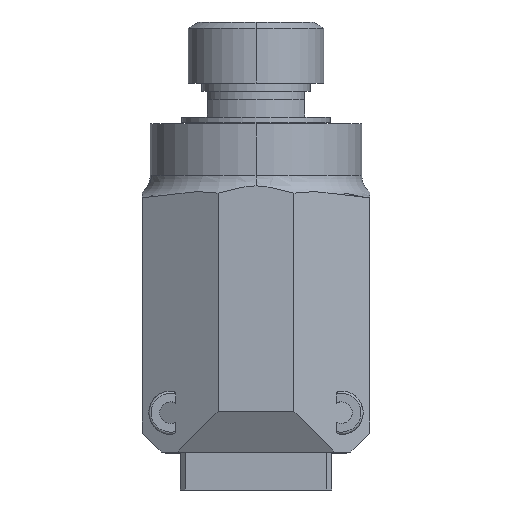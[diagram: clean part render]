
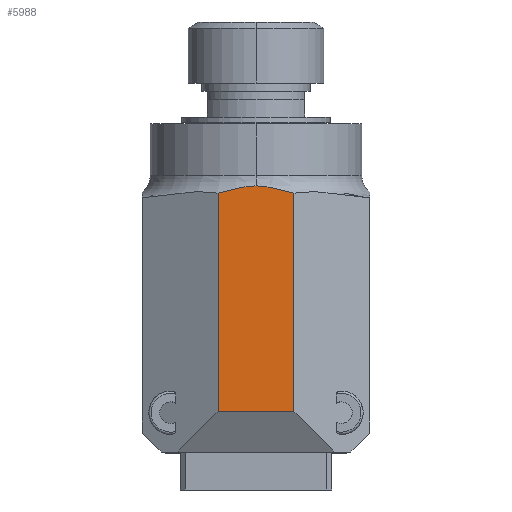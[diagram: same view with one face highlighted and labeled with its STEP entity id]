
A CAD part, left-side view. The second image highlights one B-rep face of the part: STEP entity #5988.
In plain terms, the highlighted planar face has unit normal (-1, 0, 0).
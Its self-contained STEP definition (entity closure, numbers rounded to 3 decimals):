
#74=CARTESIAN_POINT('',(-140.,-14.,48.469));
#1391=CARTESIAN_POINT('',(-140.,14.,48.469));
#1673=DIRECTION('',(0.,1.,0.));
#1674=VECTOR('',#1673,28.);
#1675=CARTESIAN_POINT('',(-140.,-14.,-32.));
#1676=LINE('',#1675,#1674);
#1677=DIRECTION('',(0.,0.,1.));
#1678=VECTOR('',#1677,80.469);
#1679=CARTESIAN_POINT('',(-140.,14.,-32.));
#1680=LINE('',#1679,#1678);
#1681=CARTESIAN_POINT('',(-140.,0.,51.127));
#1682=CARTESIAN_POINT('',(-140.,0.226,51.127));
#1683=CARTESIAN_POINT('',(-140.,0.68,51.12));
#1684=CARTESIAN_POINT('',(-140.,1.361,51.089));
#1685=CARTESIAN_POINT('',(-140.,2.057,51.036));
#1686=CARTESIAN_POINT('',(-140.,2.777,50.961));
#1687=CARTESIAN_POINT('',(-140.,3.536,50.861));
#1688=CARTESIAN_POINT('',(-140.,4.343,50.733));
#1689=CARTESIAN_POINT('',(-140.,5.21,50.574));
#1690=CARTESIAN_POINT('',(-140.,6.151,50.381));
#1691=CARTESIAN_POINT('',(-140.,7.184,50.15));
#1692=CARTESIAN_POINT('',(-140.,8.324,49.877));
#1693=CARTESIAN_POINT('',(-140.,9.582,49.564));
#1694=CARTESIAN_POINT('',(-140.,10.962,49.214));
#1695=CARTESIAN_POINT('',(-140.,12.441,48.842));
#1696=CARTESIAN_POINT('',(-140.,13.471,48.593));
#1697=CARTESIAN_POINT('',(-140.,14.,48.469));
#1699=CARTESIAN_POINT('',(-140.,-14.,48.469));
#1700=CARTESIAN_POINT('',(-140.,-13.471,48.593));
#1701=CARTESIAN_POINT('',(-140.,-12.441,48.842));
#1702=CARTESIAN_POINT('',(-140.,-10.962,49.214));
#1703=CARTESIAN_POINT('',(-140.,-9.583,49.564));
#1704=CARTESIAN_POINT('',(-140.,-8.325,49.877));
#1705=CARTESIAN_POINT('',(-140.,-7.184,50.15));
#1706=CARTESIAN_POINT('',(-140.,-6.151,50.381));
#1707=CARTESIAN_POINT('',(-140.,-5.21,50.574));
#1708=CARTESIAN_POINT('',(-140.,-4.343,50.733));
#1709=CARTESIAN_POINT('',(-140.,-3.536,50.861));
#1710=CARTESIAN_POINT('',(-140.,-2.777,50.961));
#1711=CARTESIAN_POINT('',(-140.,-2.056,51.036));
#1712=CARTESIAN_POINT('',(-140.,-1.361,51.089));
#1713=CARTESIAN_POINT('',(-140.,-0.68,51.12));
#1714=CARTESIAN_POINT('',(-140.,-0.226,51.127));
#1715=CARTESIAN_POINT('',(-140.,0.,51.127));
#1717=DIRECTION('',(0.,0.,1.));
#1718=VECTOR('',#1717,80.469);
#1719=CARTESIAN_POINT('',(-140.,-14.,-32.));
#1720=LINE('',#1719,#1718);
#3619=CARTESIAN_POINT('',(-140.,0.,51.127));
#3620=VERTEX_POINT('',#3619);
#3621=VERTEX_POINT('',#1391);
#3622=VERTEX_POINT('',#74);
#3623=CARTESIAN_POINT('',(-140.,-14.,-32.));
#3624=CARTESIAN_POINT('',(-140.,14.,-32.));
#3625=VERTEX_POINT('',#3623);
#3626=VERTEX_POINT('',#3624);
#5973=CARTESIAN_POINT('',(-140.,0.,0.));
#5974=DIRECTION('',(1.,0.,0.));
#5975=DIRECTION('',(0.,1.,0.));
#5976=AXIS2_PLACEMENT_3D('',#5973,#5974,#5975);
#5977=PLANE('',#5976);
#5979=ORIENTED_EDGE('',*,*,#5978,.T.);
#5981=ORIENTED_EDGE('',*,*,#5980,.T.);
#5982=ORIENTED_EDGE('',*,*,#5530,.F.);
#5983=ORIENTED_EDGE('',*,*,#4336,.F.);
#5985=ORIENTED_EDGE('',*,*,#5984,.F.);
#5986=EDGE_LOOP('',(#5979,#5981,#5982,#5983,#5985));
#5987=FACE_OUTER_BOUND('',#5986,.F.);
#5988=ADVANCED_FACE('',(#5987),#5977,.F.);
#1698=B_SPLINE_CURVE_WITH_KNOTS('',3,(#1681,#1682,#1683,#1684,#1685,#1686,#1687,
#1688,#1689,#1690,#1691,#1692,#1693,#1694,#1695,#1696,#1697),.UNSPECIFIED.,.F.,
.F.,(4,1,1,1,1,1,1,1,1,1,1,1,1,1,4),(0.,0.071,0.143,
0.214,0.286,0.357,0.429,0.5,
0.571,0.643,0.714,0.786,
0.857,0.929,1.),.UNSPECIFIED.);
#1716=B_SPLINE_CURVE_WITH_KNOTS('',3,(#1699,#1700,#1701,#1702,#1703,#1704,#1705,
#1706,#1707,#1708,#1709,#1710,#1711,#1712,#1713,#1714,#1715),.UNSPECIFIED.,.F.,
.F.,(4,1,1,1,1,1,1,1,1,1,1,1,1,1,4),(0.,0.071,0.143,
0.214,0.286,0.357,0.429,0.5,
0.571,0.643,0.714,0.786,
0.857,0.929,1.),.UNSPECIFIED.);
#4336=EDGE_CURVE('',#3622,#3620,#1716,.T.);
#5530=EDGE_CURVE('',#3620,#3621,#1698,.T.);
#5978=EDGE_CURVE('',#3625,#3626,#1676,.T.);
#5980=EDGE_CURVE('',#3626,#3621,#1680,.T.);
#5984=EDGE_CURVE('',#3625,#3622,#1720,.T.);
